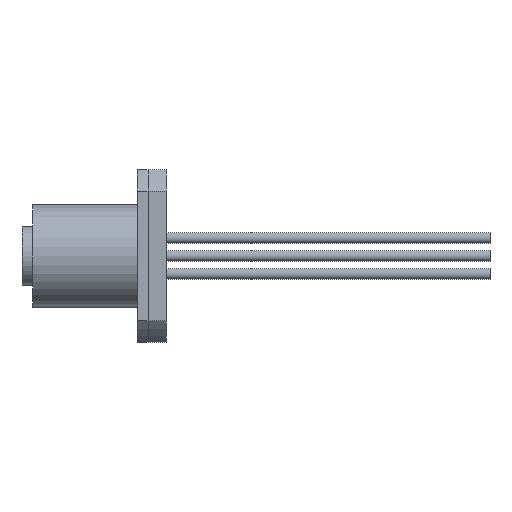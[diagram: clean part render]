
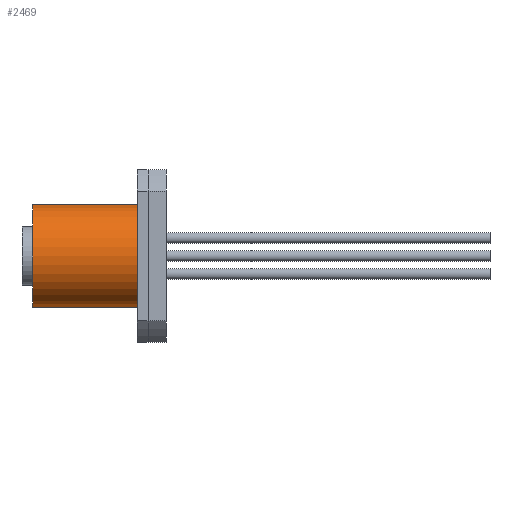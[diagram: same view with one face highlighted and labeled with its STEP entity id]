
A CAD part, left-side view. The second image highlights one B-rep face of the part: STEP entity #2469.
In plain terms, the highlighted cylindrical face has radius 7.15 mm (diameter 14.3 mm), a partial arc.
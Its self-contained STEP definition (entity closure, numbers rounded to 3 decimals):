
#34 = LINE ( 'NONE', #1949, #175 ) ;
#116 = CIRCLE ( 'NONE', #1548, 7.15 ) ;
#145 = CIRCLE ( 'NONE', #1463, 7.15 ) ;
#175 = VECTOR ( 'NONE', #1955, 1000. ) ;
#198 = CARTESIAN_POINT ( 'NONE',  ( 0., 2.5, -7.15 ) ) ;
#558 = ORIENTED_EDGE ( 'NONE', *, *, #734, .F. ) ;
#590 = AXIS2_PLACEMENT_3D ( 'NONE', #912, #913, #925 ) ;
#722 = EDGE_CURVE ( 'NONE', #1609, #1607, #145, .T. ) ;
#734 = EDGE_CURVE ( 'NONE', #2170, #2851, #116, .T. ) ;
#912 = CARTESIAN_POINT ( 'NONE',  ( 0., 18.5, 0. ) ) ;
#913 = DIRECTION ( 'NONE',  ( 0., -1., 0. ) ) ;
#925 = DIRECTION ( 'NONE',  ( 0., 0., -1. ) ) ;
#1055 = EDGE_LOOP ( 'NONE', ( #1925, #2097, #2864, #558 ) ) ;
#1463 = AXIS2_PLACEMENT_3D ( 'NONE', #1615, #1623, #1633 ) ;
#1548 = AXIS2_PLACEMENT_3D ( 'NONE', #1709, #1747, #1750 ) ;
#1607 = VERTEX_POINT ( 'NONE', #1681 ) ;
#1609 = VERTEX_POINT ( 'NONE', #1684 ) ;
#1615 = CARTESIAN_POINT ( 'NONE',  ( 0., 18.5, 0. ) ) ;
#1623 = DIRECTION ( 'NONE',  ( 0., -1., 0. ) ) ;
#1633 = DIRECTION ( 'NONE',  ( 0., 0., -1. ) ) ;
#1639 = DIRECTION ( 'NONE',  ( 0., -1., 0. ) ) ;
#1681 = CARTESIAN_POINT ( 'NONE',  ( 0., 18.5, -7.15 ) ) ;
#1684 = CARTESIAN_POINT ( 'NONE',  ( 0., 18.5, 7.15 ) ) ;
#1709 = CARTESIAN_POINT ( 'NONE',  ( 0., 2.5, 0. ) ) ;
#1747 = DIRECTION ( 'NONE',  ( 0., -1., 0. ) ) ;
#1750 = DIRECTION ( 'NONE',  ( 0., 0., -1. ) ) ;
#1852 = EDGE_CURVE ( 'NONE', #1609, #2170, #34, .T. ) ;
#1925 = ORIENTED_EDGE ( 'NONE', *, *, #1852, .F. ) ;
#1949 = CARTESIAN_POINT ( 'NONE',  ( 0., 18.5, 7.15 ) ) ;
#1955 = DIRECTION ( 'NONE',  ( 0., -1., 0. ) ) ;
#2030 = CYLINDRICAL_SURFACE ( 'NONE', #590, 7.15 ) ;
#2043 = FACE_OUTER_BOUND ( 'NONE', #1055, .T. ) ;
#2051 = EDGE_CURVE ( 'NONE', #1607, #2851, #2506, .T. ) ;
#2097 = ORIENTED_EDGE ( 'NONE', *, *, #722, .T. ) ;
#2100 = CARTESIAN_POINT ( 'NONE',  ( 0., 18.5, -7.15 ) ) ;
#2170 = VERTEX_POINT ( 'NONE', #2411 ) ;
#2411 = CARTESIAN_POINT ( 'NONE',  ( 0., 2.5, 7.15 ) ) ;
#2469 = ADVANCED_FACE ( 'NONE', ( #2043 ), #2030, .T. ) ;
#2499 = VECTOR ( 'NONE', #1639, 1000. ) ;
#2506 = LINE ( 'NONE', #2100, #2499 ) ;
#2851 = VERTEX_POINT ( 'NONE', #198 ) ;
#2864 = ORIENTED_EDGE ( 'NONE', *, *, #2051, .T. ) ;
